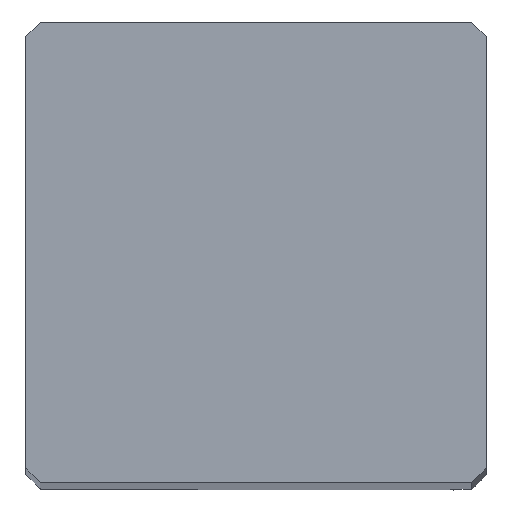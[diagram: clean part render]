
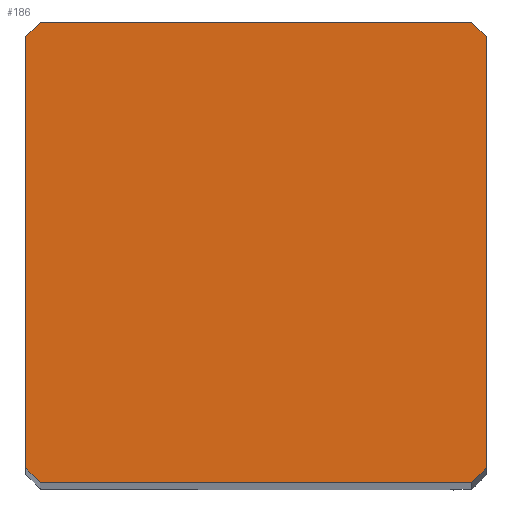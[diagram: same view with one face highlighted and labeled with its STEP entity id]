
A CAD part, top view. The second image highlights one B-rep face of the part: STEP entity #186.
In plain terms, the highlighted planar face has unit normal (0, 0, 1).
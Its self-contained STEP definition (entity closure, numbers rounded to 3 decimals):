
#122=FACE_OUTER_BOUND('',#287,.T.);
#186=ADVANCED_FACE('',(#122),#245,.T.);
#245=PLANE('',#1373);
#287=EDGE_LOOP('',(#615,#616,#617,#618,#619,#620,#621,#622));
#341=LINE('',#1867,#431);
#375=LINE('',#2064,#465);
#376=LINE('',#2066,#466);
#377=LINE('',#2069,#467);
#378=LINE('',#2070,#468);
#379=LINE('',#2072,#469);
#380=LINE('',#2074,#470);
#381=LINE('',#2076,#471);
#431=VECTOR('',#1495,1.);
#465=VECTOR('',#1597,1.);
#466=VECTOR('',#1600,1.);
#467=VECTOR('',#1601,1.);
#468=VECTOR('',#1602,1.);
#469=VECTOR('',#1603,1.);
#470=VECTOR('',#1604,1.);
#471=VECTOR('',#1605,1.);
#615=ORIENTED_EDGE('',*,*,#1075,.F.);
#616=ORIENTED_EDGE('',*,*,#1076,.T.);
#617=ORIENTED_EDGE('',*,*,#1014,.T.);
#618=ORIENTED_EDGE('',*,*,#1074,.T.);
#619=ORIENTED_EDGE('',*,*,#1077,.F.);
#620=ORIENTED_EDGE('',*,*,#1078,.T.);
#621=ORIENTED_EDGE('',*,*,#1079,.T.);
#622=ORIENTED_EDGE('',*,*,#1080,.T.);
#890=VERTEX_POINT('',#1866);
#891=VERTEX_POINT('',#1868);
#936=VERTEX_POINT('',#2063);
#937=VERTEX_POINT('',#2067);
#938=VERTEX_POINT('',#2068);
#939=VERTEX_POINT('',#2071);
#940=VERTEX_POINT('',#2073);
#941=VERTEX_POINT('',#2075);
#1014=EDGE_CURVE('',#891,#890,#341,.T.);
#1074=EDGE_CURVE('',#890,#936,#375,.T.);
#1075=EDGE_CURVE('',#937,#938,#376,.T.);
#1076=EDGE_CURVE('',#937,#891,#377,.T.);
#1077=EDGE_CURVE('',#939,#936,#378,.T.);
#1078=EDGE_CURVE('',#939,#940,#379,.T.);
#1079=EDGE_CURVE('',#940,#941,#380,.T.);
#1080=EDGE_CURVE('',#941,#938,#381,.T.);
#1373=AXIS2_PLACEMENT_3D('',#2077,#1606,#1607);
#1495=DIRECTION('',(1.,0.,0.));
#1597=DIRECTION('',(0.707,0.707,0.));
#1600=DIRECTION('',(0.,1.,0.));
#1601=DIRECTION('',(0.707,-0.707,0.));
#1602=DIRECTION('',(0.,-1.,0.));
#1603=DIRECTION('',(-0.707,0.707,0.));
#1604=DIRECTION('',(-1.,0.,0.));
#1605=DIRECTION('',(-0.707,-0.707,0.));
#1606=DIRECTION('',(0.,0.,1.));
#1607=DIRECTION('',(-1.,0.,0.));
#1866=CARTESIAN_POINT('',(15.375,0.,0.));
#1867=CARTESIAN_POINT('',(0.5,0.,0.));
#1868=CARTESIAN_POINT('',(0.5,0.,0.));
#2063=CARTESIAN_POINT('',(15.875,0.5,0.));
#2064=CARTESIAN_POINT('',(15.375,0.,0.));
#2066=CARTESIAN_POINT('',(0.,0.5,0.));
#2067=CARTESIAN_POINT('',(0.,0.5,0.));
#2068=CARTESIAN_POINT('',(0.,15.375,0.));
#2069=CARTESIAN_POINT('',(0.,0.5,0.));
#2070=CARTESIAN_POINT('',(15.875,15.375,0.));
#2071=CARTESIAN_POINT('',(15.875,15.375,0.));
#2072=CARTESIAN_POINT('',(15.875,15.375,0.));
#2073=CARTESIAN_POINT('',(15.375,15.875,0.));
#2074=CARTESIAN_POINT('',(15.375,15.875,0.));
#2075=CARTESIAN_POINT('',(0.5,15.875,0.));
#2076=CARTESIAN_POINT('',(0.5,15.875,0.));
#2077=CARTESIAN_POINT('',(7.938,7.938,0.));
